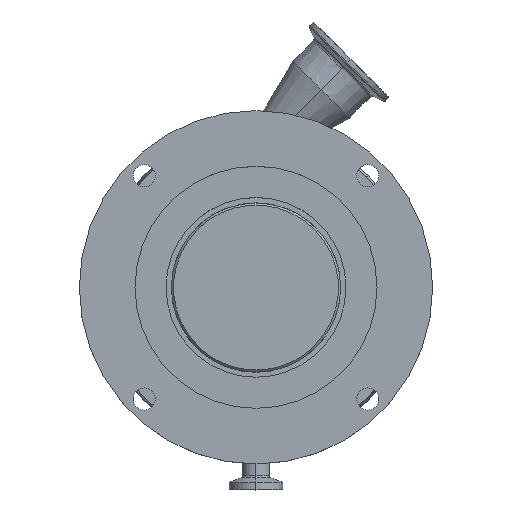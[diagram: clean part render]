
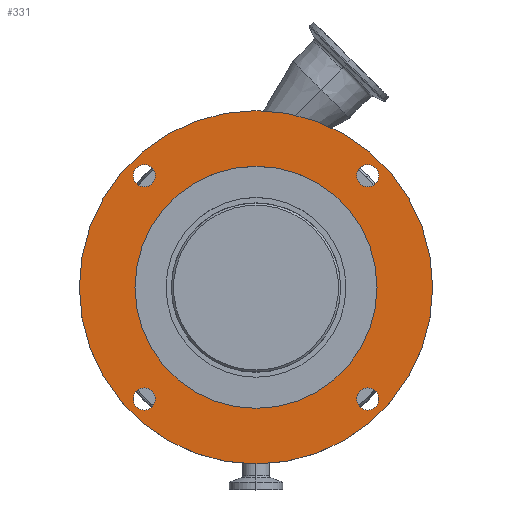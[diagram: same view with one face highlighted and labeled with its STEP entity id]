
A CAD part, top view. The second image highlights one B-rep face of the part: STEP entity #331.
In plain terms, the highlighted planar face has unit normal (0, 0, 1).
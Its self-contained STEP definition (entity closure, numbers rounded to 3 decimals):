
#7 = DIRECTION ( 'NONE',  ( 0., 0., 1. ) ) ;
#134 = DIRECTION ( 'NONE',  ( 1., 0., 0. ) ) ;
#142 = AXIS2_PLACEMENT_3D ( 'NONE', #2130, #2807, #4116 ) ;
#192 = DIRECTION ( 'NONE',  ( 0., 0., 1. ) ) ;
#228 = CARTESIAN_POINT ( 'NONE',  ( 0., 0., -5.5 ) ) ;
#290 = VERTEX_POINT ( 'NONE', #1466 ) ;
#294 = VERTEX_POINT ( 'NONE', #3574 ) ;
#331 = ADVANCED_FACE ( 'NONE', ( #4249, #2129, #906, #6188, #7489, #7451 ), #6067, .T. ) ;
#352 = ORIENTED_EDGE ( 'NONE', *, *, #5558, .F. ) ;
#421 = ORIENTED_EDGE ( 'NONE', *, *, #4363, .F. ) ;
#445 = CARTESIAN_POINT ( 'NONE',  ( 0., 0., -5.5 ) ) ;
#726 = CARTESIAN_POINT ( 'NONE',  ( -83.5, 0., -5.5 ) ) ;
#782 = EDGE_LOOP ( 'NONE', ( #421, #4675 ) ) ;
#877 = DIRECTION ( 'NONE',  ( 1., 0., 0. ) ) ;
#906 = FACE_BOUND ( 'NONE', #1361, .T. ) ;
#993 = CIRCLE ( 'NONE', #2374, 5.25 ) ;
#1242 = VERTEX_POINT ( 'NONE', #3718 ) ;
#1361 = EDGE_LOOP ( 'NONE', ( #352, #4112 ) ) ;
#1408 = AXIS2_PLACEMENT_3D ( 'NONE', #5989, #3409, #3372 ) ;
#1466 = CARTESIAN_POINT ( 'NONE',  ( -47.509, -52.759, -5.5 ) ) ;
#1487 = ORIENTED_EDGE ( 'NONE', *, *, #6243, .F. ) ;
#1628 = EDGE_CURVE ( 'NONE', #1242, #7714, #8203, .T. ) ;
#1667 = CARTESIAN_POINT ( 'NONE',  ( 58.009, 52.759, -5.5 ) ) ;
#2006 = CARTESIAN_POINT ( 'NONE',  ( 47.509, 52.759, -5.5 ) ) ;
#2067 = AXIS2_PLACEMENT_3D ( 'NONE', #4381, #3753, #4637 ) ;
#2110 = CIRCLE ( 'NONE', #1408, 5.25 ) ;
#2129 = FACE_BOUND ( 'NONE', #3596, .T. ) ;
#2130 = CARTESIAN_POINT ( 'NONE',  ( 52.759, -52.759, -5.5 ) ) ;
#2156 = EDGE_CURVE ( 'NONE', #7356, #7699, #4099, .T. ) ;
#2161 = DIRECTION ( 'NONE',  ( 1., 0., 0. ) ) ;
#2374 = AXIS2_PLACEMENT_3D ( 'NONE', #2592, #4558, #877 ) ;
#2417 = EDGE_LOOP ( 'NONE', ( #7544, #3194 ) ) ;
#2592 = CARTESIAN_POINT ( 'NONE',  ( 52.759, 52.759, -5.5 ) ) ;
#2688 = CARTESIAN_POINT ( 'NONE',  ( 58.009, -52.759, -5.5 ) ) ;
#2735 = CARTESIAN_POINT ( 'NONE',  ( -58.009, 52.759, -5.5 ) ) ;
#2776 = CIRCLE ( 'NONE', #4540, 5.25 ) ;
#2807 = DIRECTION ( 'NONE',  ( 0., 0., 1. ) ) ;
#2994 = EDGE_CURVE ( 'NONE', #6201, #4742, #6827, .T. ) ;
#3062 = AXIS2_PLACEMENT_3D ( 'NONE', #228, #192, #2161 ) ;
#3069 = DIRECTION ( 'NONE',  ( 1., 0., 0. ) ) ;
#3169 = CIRCLE ( 'NONE', #7944, 57.2 ) ;
#3178 = EDGE_LOOP ( 'NONE', ( #5322, #8266 ) ) ;
#3194 = ORIENTED_EDGE ( 'NONE', *, *, #5465, .F. ) ;
#3232 = DIRECTION ( 'NONE',  ( 1., 0., 0. ) ) ;
#3286 = AXIS2_PLACEMENT_3D ( 'NONE', #5681, #7671, #3069 ) ;
#3372 = DIRECTION ( 'NONE',  ( 1., 0., 0. ) ) ;
#3409 = DIRECTION ( 'NONE',  ( 0., 0., 1. ) ) ;
#3431 = CIRCLE ( 'NONE', #4374, 5.25 ) ;
#3485 = VERTEX_POINT ( 'NONE', #1667 ) ;
#3574 = CARTESIAN_POINT ( 'NONE',  ( 57.2, 0., -5.5 ) ) ;
#3583 = CARTESIAN_POINT ( 'NONE',  ( -57.2, 0., -5.5 ) ) ;
#3596 = EDGE_LOOP ( 'NONE', ( #1487, #4668 ) ) ;
#3608 = CIRCLE ( 'NONE', #6070, 83.5 ) ;
#3713 = DIRECTION ( 'NONE',  ( 0., 0., 1. ) ) ;
#3718 = CARTESIAN_POINT ( 'NONE',  ( -47.509, 52.759, -5.5 ) ) ;
#3753 = DIRECTION ( 'NONE',  ( 0., 0., 1. ) ) ;
#3858 = CARTESIAN_POINT ( 'NONE',  ( 0., 0., -5.5 ) ) ;
#3921 = CARTESIAN_POINT ( 'NONE',  ( 0., 0., -5.5 ) ) ;
#3956 = DIRECTION ( 'NONE',  ( 1., 0., 0. ) ) ;
#4099 = CIRCLE ( 'NONE', #3286, 83.5 ) ;
#4112 = ORIENTED_EDGE ( 'NONE', *, *, #2994, .F. ) ;
#4116 = DIRECTION ( 'NONE',  ( 1., 0., 0. ) ) ;
#4249 = FACE_BOUND ( 'NONE', #7804, .T. ) ;
#4363 = EDGE_CURVE ( 'NONE', #3485, #8325, #5207, .T. ) ;
#4374 = AXIS2_PLACEMENT_3D ( 'NONE', #5116, #7239, #3232 ) ;
#4381 = CARTESIAN_POINT ( 'NONE',  ( 52.759, 52.759, -5.5 ) ) ;
#4389 = EDGE_CURVE ( 'NONE', #7714, #1242, #3431, .T. ) ;
#4540 = AXIS2_PLACEMENT_3D ( 'NONE', #6012, #7355, #134 ) ;
#4558 = DIRECTION ( 'NONE',  ( 0., 0., 1. ) ) ;
#4637 = DIRECTION ( 'NONE',  ( 1., 0., 0. ) ) ;
#4648 = AXIS2_PLACEMENT_3D ( 'NONE', #5449, #6852, #7527 ) ;
#4668 = ORIENTED_EDGE ( 'NONE', *, *, #5864, .F. ) ;
#4675 = ORIENTED_EDGE ( 'NONE', *, *, #6104, .F. ) ;
#4742 = VERTEX_POINT ( 'NONE', #2688 ) ;
#4743 = CARTESIAN_POINT ( 'NONE',  ( 83.5, 0., -5.5 ) ) ;
#5116 = CARTESIAN_POINT ( 'NONE',  ( -52.759, 52.759, -5.5 ) ) ;
#5207 = CIRCLE ( 'NONE', #2067, 5.25 ) ;
#5236 = DIRECTION ( 'NONE',  ( 1., 0., 0. ) ) ;
#5322 = ORIENTED_EDGE ( 'NONE', *, *, #5952, .T. ) ;
#5388 = AXIS2_PLACEMENT_3D ( 'NONE', #445, #8113, #6148 ) ;
#5449 = CARTESIAN_POINT ( 'NONE',  ( -52.759, 52.759, -5.5 ) ) ;
#5465 = EDGE_CURVE ( 'NONE', #7087, #294, #3169, .T. ) ;
#5558 = EDGE_CURVE ( 'NONE', #4742, #6201, #2776, .T. ) ;
#5573 = ORIENTED_EDGE ( 'NONE', *, *, #1628, .F. ) ;
#5586 = CARTESIAN_POINT ( 'NONE',  ( -58.009, -52.759, -5.5 ) ) ;
#5681 = CARTESIAN_POINT ( 'NONE',  ( 0., 0., -5.5 ) ) ;
#5864 = EDGE_CURVE ( 'NONE', #7213, #290, #6321, .T. ) ;
#5952 = EDGE_CURVE ( 'NONE', #7699, #7356, #3608, .T. ) ;
#5989 = CARTESIAN_POINT ( 'NONE',  ( -52.759, -52.759, -5.5 ) ) ;
#6012 = CARTESIAN_POINT ( 'NONE',  ( 52.759, -52.759, -5.5 ) ) ;
#6067 = PLANE ( 'NONE',  #3062 ) ;
#6070 = AXIS2_PLACEMENT_3D ( 'NONE', #3921, #6489, #3956 ) ;
#6104 = EDGE_CURVE ( 'NONE', #8325, #3485, #993, .T. ) ;
#6148 = DIRECTION ( 'NONE',  ( 1., 0., 0. ) ) ;
#6188 = FACE_BOUND ( 'NONE', #782, .T. ) ;
#6201 = VERTEX_POINT ( 'NONE', #7251 ) ;
#6243 = EDGE_CURVE ( 'NONE', #290, #7213, #2110, .T. ) ;
#6284 = EDGE_CURVE ( 'NONE', #294, #7087, #6877, .T. ) ;
#6321 = CIRCLE ( 'NONE', #8247, 5.25 ) ;
#6369 = CARTESIAN_POINT ( 'NONE',  ( -52.759, -52.759, -5.5 ) ) ;
#6489 = DIRECTION ( 'NONE',  ( 0., 0., 1. ) ) ;
#6827 = CIRCLE ( 'NONE', #142, 5.25 ) ;
#6852 = DIRECTION ( 'NONE',  ( 0., 0., 1. ) ) ;
#6877 = CIRCLE ( 'NONE', #5388, 57.2 ) ;
#7087 = VERTEX_POINT ( 'NONE', #3583 ) ;
#7213 = VERTEX_POINT ( 'NONE', #5586 ) ;
#7239 = DIRECTION ( 'NONE',  ( 0., 0., 1. ) ) ;
#7251 = CARTESIAN_POINT ( 'NONE',  ( 47.509, -52.759, -5.5 ) ) ;
#7355 = DIRECTION ( 'NONE',  ( 0., 0., 1. ) ) ;
#7356 = VERTEX_POINT ( 'NONE', #726 ) ;
#7451 = FACE_BOUND ( 'NONE', #2417, .T. ) ;
#7465 = DIRECTION ( 'NONE',  ( 1., 0., 0. ) ) ;
#7489 = FACE_OUTER_BOUND ( 'NONE', #3178, .T. ) ;
#7527 = DIRECTION ( 'NONE',  ( 1., 0., 0. ) ) ;
#7544 = ORIENTED_EDGE ( 'NONE', *, *, #6284, .F. ) ;
#7671 = DIRECTION ( 'NONE',  ( 0., 0., 1. ) ) ;
#7699 = VERTEX_POINT ( 'NONE', #4743 ) ;
#7714 = VERTEX_POINT ( 'NONE', #2735 ) ;
#7785 = ORIENTED_EDGE ( 'NONE', *, *, #4389, .F. ) ;
#7804 = EDGE_LOOP ( 'NONE', ( #5573, #7785 ) ) ;
#7944 = AXIS2_PLACEMENT_3D ( 'NONE', #3858, #7, #5236 ) ;
#8113 = DIRECTION ( 'NONE',  ( 0., 0., 1. ) ) ;
#8203 = CIRCLE ( 'NONE', #4648, 5.25 ) ;
#8247 = AXIS2_PLACEMENT_3D ( 'NONE', #6369, #3713, #7465 ) ;
#8266 = ORIENTED_EDGE ( 'NONE', *, *, #2156, .T. ) ;
#8325 = VERTEX_POINT ( 'NONE', #2006 ) ;
